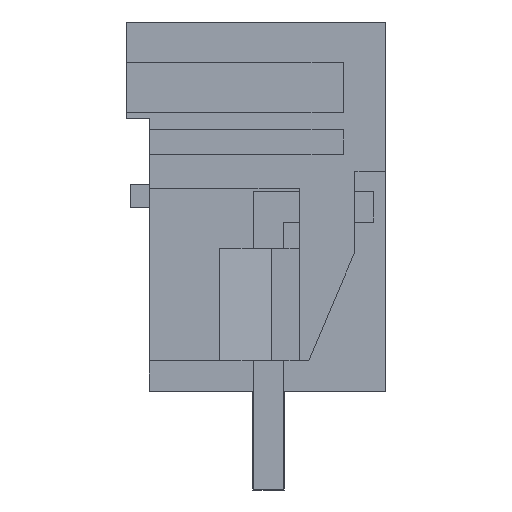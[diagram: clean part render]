
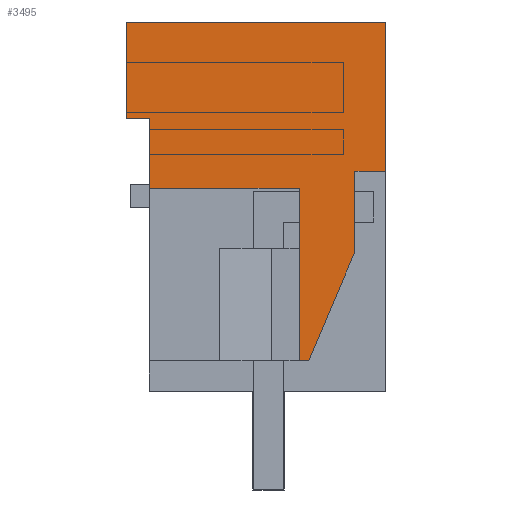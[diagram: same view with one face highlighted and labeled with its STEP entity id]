
A CAD part, left-side view. The second image highlights one B-rep face of the part: STEP entity #3495.
In plain terms, the highlighted planar face has unit normal (-1, 0, 0).
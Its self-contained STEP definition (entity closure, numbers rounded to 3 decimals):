
#3428=AXIS2_PLACEMENT_3D('Plane Axis2P3D',#3425,#3426,#3427) ;
#411=CARTESIAN_POINT('Vertex',(0.,7.68,9.8)) ;
#414=CARTESIAN_POINT('Line Origine',(0.,7.68,10.94)) ;
#418=CARTESIAN_POINT('Vertex',(0.,7.68,12.08)) ;
#3254=CARTESIAN_POINT('Vertex',(0.,2.501,4.2)) ;
#3257=CARTESIAN_POINT('Line Origine',(0.,2.655,4.2)) ;
#3261=CARTESIAN_POINT('Vertex',(0.,2.81,4.2)) ;
#3409=CARTESIAN_POINT('Vertex',(0.,2.81,9.8)) ;
#3412=CARTESIAN_POINT('Line Origine',(0.,5.245,9.8)) ;
#3425=CARTESIAN_POINT('Axis2P3D Location',(0.,8.43,1.7)) ;
#3430=CARTESIAN_POINT('Line Origine',(0.,1.752,5.968)) ;
#3434=CARTESIAN_POINT('Vertex',(0.,1.003,7.735)) ;
#3437=CARTESIAN_POINT('Line Origine',(0.,1.003,9.041)) ;
#3441=CARTESIAN_POINT('Vertex',(0.,1.003,10.346)) ;
#3444=CARTESIAN_POINT('Line Origine',(0.,0.501,10.346)) ;
#3448=CARTESIAN_POINT('Vertex',(0.,0.,10.346)) ;
#3451=CARTESIAN_POINT('Line Origine',(0.,0.,12.773)) ;
#3455=CARTESIAN_POINT('Vertex',(0.,0.,15.2)) ;
#3458=CARTESIAN_POINT('Line Origine',(0.,4.215,15.2)) ;
#3462=CARTESIAN_POINT('Vertex',(0.,8.43,15.2)) ;
#3465=CARTESIAN_POINT('Line Origine',(0.,8.43,13.64)) ;
#3469=CARTESIAN_POINT('Vertex',(0.,8.43,12.08)) ;
#3472=CARTESIAN_POINT('Line Origine',(0.,8.055,12.08)) ;
#3477=CARTESIAN_POINT('Line Origine',(0.,2.81,7.)) ;
#415=DIRECTION('Vector Direction',(0.,0.,-1.)) ;
#3258=DIRECTION('Vector Direction',(0.,1.,0.)) ;
#3413=DIRECTION('Vector Direction',(0.,1.,0.)) ;
#3426=DIRECTION('Axis2P3D Direction',(-1.,0.,0.)) ;
#3427=DIRECTION('Axis2P3D XDirection',(0.,1.,0.)) ;
#3431=DIRECTION('Vector Direction',(0.,0.39,-0.921)) ;
#3438=DIRECTION('Vector Direction',(0.,0.,-1.)) ;
#3445=DIRECTION('Vector Direction',(0.,1.,0.)) ;
#3452=DIRECTION('Vector Direction',(0.,0.,1.)) ;
#3459=DIRECTION('Vector Direction',(0.,1.,0.)) ;
#3466=DIRECTION('Vector Direction',(0.,0.,-1.)) ;
#3473=DIRECTION('Vector Direction',(0.,-1.,0.)) ;
#3478=DIRECTION('Vector Direction',(0.,0.,1.)) ;
#416=VECTOR('Line Direction',#415,1.) ;
#3259=VECTOR('Line Direction',#3258,1.) ;
#3414=VECTOR('Line Direction',#3413,1.) ;
#3432=VECTOR('Line Direction',#3431,1.) ;
#3439=VECTOR('Line Direction',#3438,1.) ;
#3446=VECTOR('Line Direction',#3445,1.) ;
#3453=VECTOR('Line Direction',#3452,1.) ;
#3460=VECTOR('Line Direction',#3459,1.) ;
#3467=VECTOR('Line Direction',#3466,1.) ;
#3474=VECTOR('Line Direction',#3473,1.) ;
#3479=VECTOR('Line Direction',#3478,1.) ;
#3483=ORIENTED_EDGE('',*,*,#3263,.F.) ;
#3484=ORIENTED_EDGE('',*,*,#3436,.F.) ;
#3485=ORIENTED_EDGE('',*,*,#3443,.F.) ;
#3486=ORIENTED_EDGE('',*,*,#3450,.F.) ;
#3487=ORIENTED_EDGE('',*,*,#3457,.T.) ;
#3488=ORIENTED_EDGE('',*,*,#3464,.T.) ;
#3489=ORIENTED_EDGE('',*,*,#3471,.T.) ;
#3490=ORIENTED_EDGE('',*,*,#3476,.T.) ;
#3491=ORIENTED_EDGE('',*,*,#420,.T.) ;
#3492=ORIENTED_EDGE('',*,*,#3416,.F.) ;
#3493=ORIENTED_EDGE('',*,*,#3481,.F.) ;
#3495=ADVANCED_FACE('HOUSING',(#3494),#3429,.T.) ;
#420=EDGE_CURVE('',#419,#412,#417,.T.) ;
#3263=EDGE_CURVE('',#3255,#3262,#3260,.T.) ;
#3416=EDGE_CURVE('',#3410,#412,#3415,.T.) ;
#3436=EDGE_CURVE('',#3435,#3255,#3433,.T.) ;
#3443=EDGE_CURVE('',#3442,#3435,#3440,.T.) ;
#3450=EDGE_CURVE('',#3449,#3442,#3447,.T.) ;
#3457=EDGE_CURVE('',#3449,#3456,#3454,.T.) ;
#3464=EDGE_CURVE('',#3456,#3463,#3461,.T.) ;
#3471=EDGE_CURVE('',#3463,#3470,#3468,.T.) ;
#3476=EDGE_CURVE('',#3470,#419,#3475,.T.) ;
#3481=EDGE_CURVE('',#3262,#3410,#3480,.T.) ;
#3482=EDGE_LOOP('',(#3483,#3484,#3485,#3486,#3487,#3488,#3489,#3490,#3491,#3492,#3493)) ;
#3494=FACE_OUTER_BOUND('',#3482,.T.) ;
#417=LINE('Line',#414,#416) ;
#3260=LINE('Line',#3257,#3259) ;
#3415=LINE('Line',#3412,#3414) ;
#3433=LINE('Line',#3430,#3432) ;
#3440=LINE('Line',#3437,#3439) ;
#3447=LINE('Line',#3444,#3446) ;
#3454=LINE('Line',#3451,#3453) ;
#3461=LINE('Line',#3458,#3460) ;
#3468=LINE('Line',#3465,#3467) ;
#3475=LINE('Line',#3472,#3474) ;
#3480=LINE('Line',#3477,#3479) ;
#3429=PLANE('',#3428) ;
#412=VERTEX_POINT('',#411) ;
#419=VERTEX_POINT('',#418) ;
#3255=VERTEX_POINT('',#3254) ;
#3262=VERTEX_POINT('',#3261) ;
#3410=VERTEX_POINT('',#3409) ;
#3435=VERTEX_POINT('',#3434) ;
#3442=VERTEX_POINT('',#3441) ;
#3449=VERTEX_POINT('',#3448) ;
#3456=VERTEX_POINT('',#3455) ;
#3463=VERTEX_POINT('',#3462) ;
#3470=VERTEX_POINT('',#3469) ;
